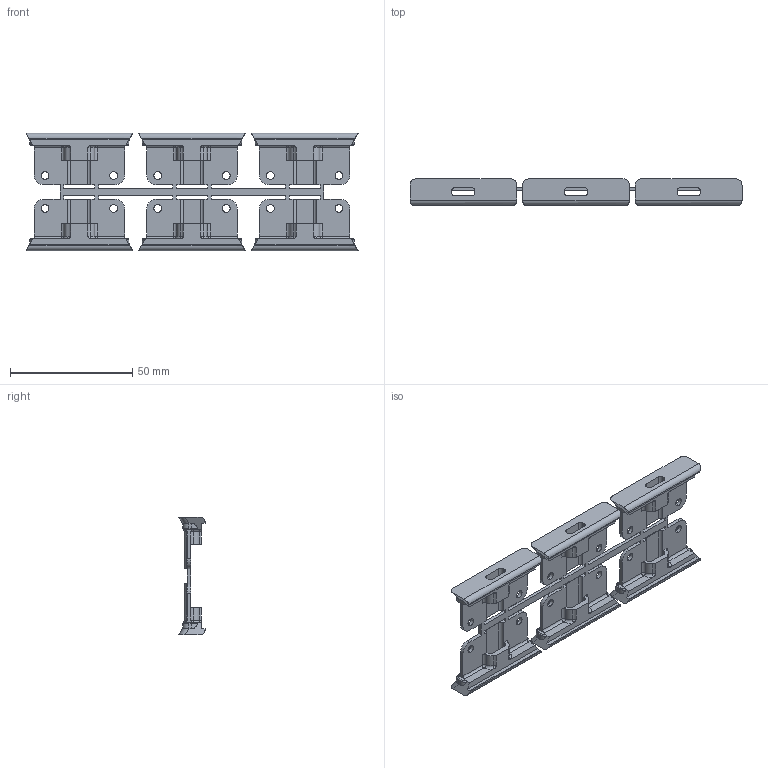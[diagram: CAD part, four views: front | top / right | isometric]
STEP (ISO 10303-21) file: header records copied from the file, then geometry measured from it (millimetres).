
FILE_DESCRIPTION (( 'STEP AP214' ), '1' );
FILE_NAME ('Rana_Digital_Port_Insert_x6.STEP', '2023-01-15T15:31:54', ( '' ), ( '' ), 'SwSTEP 2.0', 'SolidWorks 2021', '' );
FILE_SCHEMA (( 'AUTOMOTIVE_DESIGN' ));
Length unit declared in the file: millimetre
Products named in the file (1): Rana_Digital_Port_Insert_x6
Bounding box: 135.54 x 10.68 x 48 mm (x, y, z)
Volume: 16574.5 mm3; surface area: 17368.4 mm2
Topology: 1 solids, 1 shells, 556 faces, 1500 edges, 916 vertices
Faces by surface type: cylinder 198, plane 190, bspline 108, torus 48, sphere 12
Entity records: 23446 total; most frequent: CARTESIAN_POINT 10257, ORIENTED_EDGE 2976, DIRECTION 2506, EDGE_CURVE 1488, VERTEX_POINT 916, AXIS2_PLACEMENT_3D 869, LINE 768, VECTOR 768
